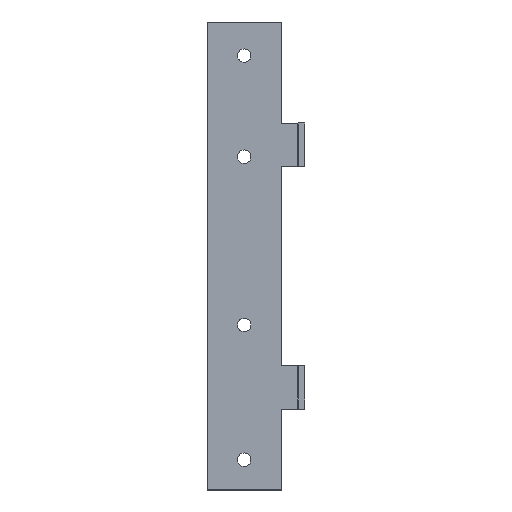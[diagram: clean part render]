
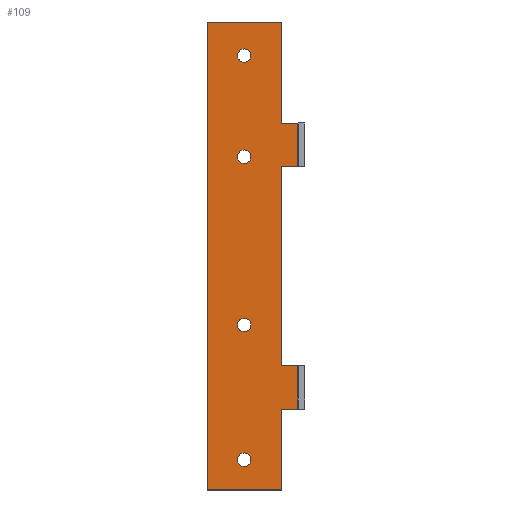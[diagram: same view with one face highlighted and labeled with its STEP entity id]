
A CAD part, top view. The second image highlights one B-rep face of the part: STEP entity #109.
In plain terms, the highlighted planar face has unit normal (0, 0, 1).
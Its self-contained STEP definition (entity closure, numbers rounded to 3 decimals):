
#63=FACE_BOUND('',#181,.T.);
#64=FACE_BOUND('',#182,.T.);
#65=FACE_BOUND('',#183,.T.);
#66=FACE_BOUND('',#184,.T.);
#67=FACE_BOUND('',#185,.T.);
#75=CIRCLE('',#561,1.);
#77=CIRCLE('',#564,1.);
#79=CIRCLE('',#567,1.);
#81=CIRCLE('',#570,1.);
#109=ADVANCED_FACE('',(#63,#64,#65,#66,#67),#127,.T.);
#127=PLANE('',#584);
#181=EDGE_LOOP('',(#306,#307,#308,#309,#310,#311,#312,#313,#314,#315,#316,
#317));
#182=EDGE_LOOP('',(#318));
#183=EDGE_LOOP('',(#319));
#184=EDGE_LOOP('',(#320));
#185=EDGE_LOOP('',(#321));
#306=ORIENTED_EDGE('',*,*,#428,.F.);
#307=ORIENTED_EDGE('',*,*,#413,.F.);
#308=ORIENTED_EDGE('',*,*,#411,.F.);
#309=ORIENTED_EDGE('',*,*,#436,.F.);
#310=ORIENTED_EDGE('',*,*,#399,.F.);
#311=ORIENTED_EDGE('',*,*,#393,.F.);
#312=ORIENTED_EDGE('',*,*,#390,.F.);
#313=ORIENTED_EDGE('',*,*,#387,.F.);
#314=ORIENTED_EDGE('',*,*,#384,.F.);
#315=ORIENTED_EDGE('',*,*,#381,.F.);
#316=ORIENTED_EDGE('',*,*,#379,.F.);
#317=ORIENTED_EDGE('',*,*,#434,.F.);
#318=ORIENTED_EDGE('',*,*,#417,.F.);
#319=ORIENTED_EDGE('',*,*,#419,.F.);
#320=ORIENTED_EDGE('',*,*,#421,.F.);
#321=ORIENTED_EDGE('',*,*,#423,.F.);
#330=VERTEX_POINT('',#742);
#331=VERTEX_POINT('',#744);
#332=VERTEX_POINT('',#748);
#334=VERTEX_POINT('',#754);
#336=VERTEX_POINT('',#760);
#338=VERTEX_POINT('',#766);
#340=VERTEX_POINT('',#772);
#345=VERTEX_POINT('',#784);
#354=VERTEX_POINT('',#806);
#355=VERTEX_POINT('',#808);
#356=VERTEX_POINT('',#812);
#359=VERTEX_POINT('',#820);
#361=VERTEX_POINT('',#825);
#363=VERTEX_POINT('',#830);
#365=VERTEX_POINT('',#835);
#369=VERTEX_POINT('',#845);
#379=EDGE_CURVE('',#330,#331,#445,.T.);
#381=EDGE_CURVE('',#331,#332,#447,.T.);
#384=EDGE_CURVE('',#332,#334,#450,.T.);
#387=EDGE_CURVE('',#334,#336,#453,.T.);
#390=EDGE_CURVE('',#336,#338,#456,.T.);
#393=EDGE_CURVE('',#338,#340,#459,.T.);
#399=EDGE_CURVE('',#340,#345,#464,.T.);
#411=EDGE_CURVE('',#354,#355,#473,.T.);
#413=EDGE_CURVE('',#355,#356,#475,.T.);
#417=EDGE_CURVE('',#359,#359,#75,.T.);
#419=EDGE_CURVE('',#361,#361,#77,.T.);
#421=EDGE_CURVE('',#363,#363,#79,.T.);
#423=EDGE_CURVE('',#365,#365,#81,.T.);
#428=EDGE_CURVE('',#356,#369,#481,.T.);
#434=EDGE_CURVE('',#369,#330,#486,.T.);
#436=EDGE_CURVE('',#345,#354,#488,.T.);
#445=LINE('',#743,#497);
#447=LINE('',#747,#499);
#450=LINE('',#753,#502);
#453=LINE('',#759,#505);
#456=LINE('',#765,#508);
#459=LINE('',#771,#511);
#464=LINE('',#783,#516);
#473=LINE('',#807,#525);
#475=LINE('',#811,#527);
#481=LINE('',#844,#533);
#486=LINE('',#857,#538);
#488=LINE('',#860,#540);
#497=VECTOR('',#600,1.);
#499=VECTOR('',#604,1.);
#502=VECTOR('',#609,1.);
#505=VECTOR('',#614,1.);
#508=VECTOR('',#619,1.);
#511=VECTOR('',#624,1.);
#516=VECTOR('',#633,1.);
#525=VECTOR('',#652,1.);
#527=VECTOR('',#656,1.);
#533=VECTOR('',#690,1.);
#538=VECTOR('',#709,1.);
#540=VECTOR('',#713,1.);
#561=AXIS2_PLACEMENT_3D('',#819,#663,#664);
#564=AXIS2_PLACEMENT_3D('',#824,#669,#670);
#567=AXIS2_PLACEMENT_3D('',#829,#675,#676);
#570=AXIS2_PLACEMENT_3D('',#834,#681,#682);
#584=AXIS2_PLACEMENT_3D('',#865,#721,#722);
#600=DIRECTION('',(-1.,0.,0.));
#604=DIRECTION('',(0.,-1.,0.));
#609=DIRECTION('',(-1.,0.,0.));
#614=DIRECTION('',(0.,1.,0.));
#619=DIRECTION('',(1.,0.,0.));
#624=DIRECTION('',(0.,-1.,0.));
#633=DIRECTION('',(1.,0.,0.));
#652=DIRECTION('',(-1.,0.,0.));
#656=DIRECTION('',(0.,-1.,0.));
#663=DIRECTION('',(0.,0.,1.));
#664=DIRECTION('',(1.,0.,0.));
#669=DIRECTION('',(0.,0.,1.));
#670=DIRECTION('',(1.,0.,0.));
#675=DIRECTION('',(0.,0.,1.));
#676=DIRECTION('',(1.,0.,0.));
#681=DIRECTION('',(0.,0.,1.));
#682=DIRECTION('',(1.,0.,0.));
#690=DIRECTION('',(1.,0.,0.));
#709=DIRECTION('',(0.,-1.,0.));
#713=DIRECTION('',(0.,-1.,0.));
#721=DIRECTION('',(0.,0.,1.));
#722=DIRECTION('',(1.,0.,0.));
#742=CARTESIAN_POINT('',(13.48,12.054,73.5));
#743=CARTESIAN_POINT('',(5.5,12.054,73.5));
#744=CARTESIAN_POINT('',(11.,12.054,73.5));
#747=CARTESIAN_POINT('',(11.,4.554,73.5));
#748=CARTESIAN_POINT('',(11.,0.054,73.5));
#753=CARTESIAN_POINT('',(5.5,0.054,73.5));
#754=CARTESIAN_POINT('',(0.,0.054,73.5));
#759=CARTESIAN_POINT('',(0.,4.554,73.5));
#760=CARTESIAN_POINT('',(0.,69.554,73.5));
#765=CARTESIAN_POINT('',(5.5,69.554,73.5));
#766=CARTESIAN_POINT('',(11.,69.554,73.5));
#771=CARTESIAN_POINT('',(11.,4.554,73.5));
#772=CARTESIAN_POINT('',(11.,54.554,73.5));
#783=CARTESIAN_POINT('',(14.5,54.554,73.5));
#784=CARTESIAN_POINT('',(13.48,54.554,73.5));
#806=CARTESIAN_POINT('',(13.48,48.054,73.5));
#807=CARTESIAN_POINT('',(5.5,48.054,73.5));
#808=CARTESIAN_POINT('',(11.,48.054,73.5));
#811=CARTESIAN_POINT('',(11.,4.554,73.5));
#812=CARTESIAN_POINT('',(11.,18.554,73.5));
#819=CARTESIAN_POINT('',(5.5,4.554,73.5));
#820=CARTESIAN_POINT('',(6.5,4.554,73.5));
#824=CARTESIAN_POINT('',(5.5,64.554,73.5));
#825=CARTESIAN_POINT('',(6.5,64.554,73.5));
#829=CARTESIAN_POINT('',(5.5,24.554,73.5));
#830=CARTESIAN_POINT('',(6.5,24.554,73.5));
#834=CARTESIAN_POINT('',(5.5,49.554,73.5));
#835=CARTESIAN_POINT('',(6.5,49.554,73.5));
#844=CARTESIAN_POINT('',(13.48,18.554,73.5));
#845=CARTESIAN_POINT('',(13.48,18.554,73.5));
#857=CARTESIAN_POINT('',(13.48,4.554,73.5));
#860=CARTESIAN_POINT('',(13.48,4.554,73.5));
#865=CARTESIAN_POINT('',(5.5,4.554,73.5));
